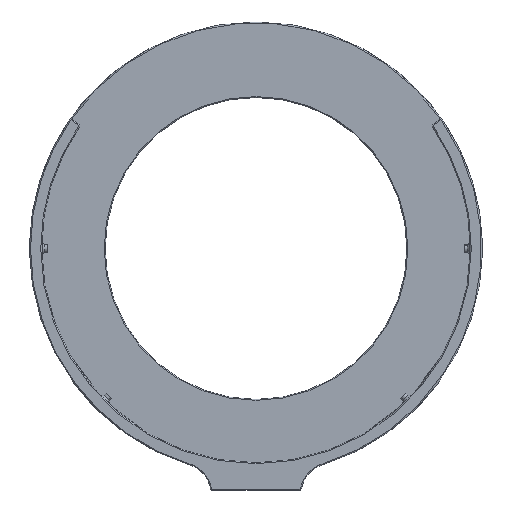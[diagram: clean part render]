
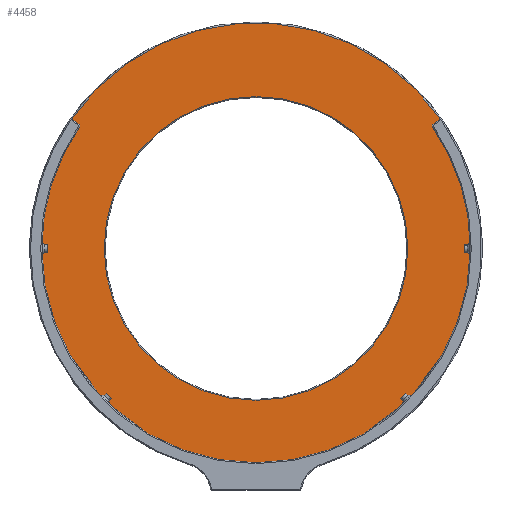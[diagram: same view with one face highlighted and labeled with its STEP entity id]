
A CAD part, top view. The second image highlights one B-rep face of the part: STEP entity #4458.
In plain terms, the highlighted planar face has unit normal (0, 0, 1).
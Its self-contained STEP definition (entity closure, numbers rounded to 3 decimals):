
#70 = VECTOR ( 'NONE', #3356, 1000. ) ;
#176 = CIRCLE ( 'NONE', #6288, 71. ) ;
#321 = DIRECTION ( 'NONE',  ( 0.176, 0.984, 0. ) ) ;
#404 = FACE_OUTER_BOUND ( 'NONE', #4395, .T. ) ;
#409 = DIRECTION ( 'NONE',  ( 0.174, -0.985, 0. ) ) ;
#423 = CARTESIAN_POINT ( 'NONE',  ( 58.056, 46.399, 164.19 ) ) ;
#429 = AXIS2_PLACEMENT_3D ( 'NONE', #4290, #5005, #628 ) ;
#445 = CARTESIAN_POINT ( 'NONE',  ( -0.274, 5.92, 164.19 ) ) ;
#460 = ORIENTED_EDGE ( 'NONE', *, *, #5328, .T. ) ;
#472 = ORIENTED_EDGE ( 'NONE', *, *, #4744, .T. ) ;
#580 = VERTEX_POINT ( 'NONE', #3413 ) ;
#590 = CARTESIAN_POINT ( 'NONE',  ( -61.465, 48.766, 164.19 ) ) ;
#628 = DIRECTION ( 'NONE',  ( 1., 0., 0. ) ) ;
#749 = DIRECTION ( 'NONE',  ( 0., 0., 1. ) ) ;
#806 = CIRCLE ( 'NONE', #3008, 71. ) ;
#915 = VERTEX_POINT ( 'NONE', #2189 ) ;
#1002 = DIRECTION ( 'NONE',  ( 1., 0., 0. ) ) ;
#1122 = VECTOR ( 'NONE', #409, 1000. ) ;
#1203 = LINE ( 'NONE', #3328, #70 ) ;
#1339 = LINE ( 'NONE', #4032, #5750 ) ;
#1352 = CARTESIAN_POINT ( 'NONE',  ( -0.274, 5.92, 164.19 ) ) ;
#1437 = DIRECTION ( 'NONE',  ( 0., 0., 1. ) ) ;
#1544 = ORIENTED_EDGE ( 'NONE', *, *, #2561, .T. ) ;
#1547 = VERTEX_POINT ( 'NONE', #6439 ) ;
#1877 = CARTESIAN_POINT ( 'NONE',  ( 60.917, 48.766, 164.19 ) ) ;
#1893 = CIRCLE ( 'NONE', #6674, 74.7 ) ;
#1900 = LINE ( 'NONE', #423, #6889 ) ;
#1936 = VERTEX_POINT ( 'NONE', #6387 ) ;
#1941 = FACE_BOUND ( 'NONE', #5955, .T. ) ;
#1974 = PLANE ( 'NONE',  #6095 ) ;
#2074 = CARTESIAN_POINT ( 'NONE',  ( 70.726, 5.92, 164.19 ) ) ;
#2189 = CARTESIAN_POINT ( 'NONE',  ( 58.131, 46.815, 164.19 ) ) ;
#2241 = VERTEX_POINT ( 'NONE', #590 ) ;
#2295 = CIRCLE ( 'NONE', #3170, 50.3 ) ;
#2491 = DIRECTION ( 'NONE',  ( 1., 0., 0. ) ) ;
#2518 = EDGE_CURVE ( 'NONE', #3347, #5731, #176, .T. ) ;
#2546 = CIRCLE ( 'NONE', #429, 50.3 ) ;
#2561 = EDGE_CURVE ( 'NONE', #1547, #3000, #2295, .T. ) ;
#2893 = EDGE_CURVE ( 'NONE', #4196, #580, #3047, .T. ) ;
#2915 = DIRECTION ( 'NONE',  ( 1., 0., 0. ) ) ;
#2932 = EDGE_CURVE ( 'NONE', #580, #1936, #806, .T. ) ;
#2984 = ORIENTED_EDGE ( 'NONE', *, *, #2893, .T. ) ;
#3000 = VERTEX_POINT ( 'NONE', #5733 ) ;
#3008 = AXIS2_PLACEMENT_3D ( 'NONE', #6722, #4595, #2915 ) ;
#3047 = LINE ( 'NONE', #5176, #1122 ) ;
#3153 = EDGE_CURVE ( 'NONE', #4196, #2241, #1203, .T. ) ;
#3170 = AXIS2_PLACEMENT_3D ( 'NONE', #445, #5740, #1002 ) ;
#3328 = CARTESIAN_POINT ( 'NONE',  ( -18.5, 18.682, 164.19 ) ) ;
#3347 = VERTEX_POINT ( 'NONE', #2074 ) ;
#3356 = DIRECTION ( 'NONE',  ( -0.819, 0.574, 0. ) ) ;
#3413 = CARTESIAN_POINT ( 'NONE',  ( -58.606, 46.397, 164.19 ) ) ;
#3470 = CARTESIAN_POINT ( 'NONE',  ( -0.274, 5.92, 164.19 ) ) ;
#3502 = CARTESIAN_POINT ( 'NONE',  ( -0.274, 5.92, 164.19 ) ) ;
#3555 = CARTESIAN_POINT ( 'NONE',  ( -0.274, 5.92, 164.19 ) ) ;
#3670 = ORIENTED_EDGE ( 'NONE', *, *, #5191, .T. ) ;
#3708 = EDGE_CURVE ( 'NONE', #1936, #3347, #4318, .T. ) ;
#3778 = ORIENTED_EDGE ( 'NONE', *, *, #3708, .T. ) ;
#4032 = CARTESIAN_POINT ( 'NONE',  ( 17.952, 18.682, 164.19 ) ) ;
#4075 = DIRECTION ( 'NONE',  ( 0., 0., 1. ) ) ;
#4196 = VERTEX_POINT ( 'NONE', #5870 ) ;
#4290 = CARTESIAN_POINT ( 'NONE',  ( -0.274, 5.92, 164.19 ) ) ;
#4318 = CIRCLE ( 'NONE', #5084, 71. ) ;
#4395 = EDGE_LOOP ( 'NONE', ( #4827, #460, #6707, #2984, #6679, #3778, #5219, #472 ) ) ;
#4458 = ADVANCED_FACE ( 'NONE', ( #1941, #404 ), #1974, .T. ) ;
#4595 = DIRECTION ( 'NONE',  ( 0., 0., 1. ) ) ;
#4744 = EDGE_CURVE ( 'NONE', #5731, #915, #1900, .T. ) ;
#4827 = ORIENTED_EDGE ( 'NONE', *, *, #5398, .F. ) ;
#5005 = DIRECTION ( 'NONE',  ( 0., 0., -1. ) ) ;
#5084 = AXIS2_PLACEMENT_3D ( 'NONE', #3555, #749, #6799 ) ;
#5176 = CARTESIAN_POINT ( 'NONE',  ( -58.606, 46.397, 164.19 ) ) ;
#5191 = EDGE_CURVE ( 'NONE', #3000, #1547, #2546, .T. ) ;
#5219 = ORIENTED_EDGE ( 'NONE', *, *, #2518, .T. ) ;
#5328 = EDGE_CURVE ( 'NONE', #6320, #2241, #1893, .T. ) ;
#5398 = EDGE_CURVE ( 'NONE', #6320, #915, #1339, .T. ) ;
#5551 = CARTESIAN_POINT ( 'NONE',  ( 58.056, 46.399, 164.19 ) ) ;
#5592 = DIRECTION ( 'NONE',  ( 1., 0., 0. ) ) ;
#5642 = DIRECTION ( 'NONE',  ( 0., 0., 1. ) ) ;
#5684 = DIRECTION ( 'NONE',  ( -0.819, -0.574, 0. ) ) ;
#5731 = VERTEX_POINT ( 'NONE', #5551 ) ;
#5733 = CARTESIAN_POINT ( 'NONE',  ( -50.574, 5.92, 164.19 ) ) ;
#5740 = DIRECTION ( 'NONE',  ( 0., 0., -1. ) ) ;
#5750 = VECTOR ( 'NONE', #5684, 1000. ) ;
#5870 = CARTESIAN_POINT ( 'NONE',  ( -58.68, 46.816, 164.19 ) ) ;
#5955 = EDGE_LOOP ( 'NONE', ( #1544, #3670 ) ) ;
#6095 = AXIS2_PLACEMENT_3D ( 'NONE', #3470, #4075, #5592 ) ;
#6230 = DIRECTION ( 'NONE',  ( 1., 0., 0. ) ) ;
#6288 = AXIS2_PLACEMENT_3D ( 'NONE', #1352, #5642, #6230 ) ;
#6320 = VERTEX_POINT ( 'NONE', #1877 ) ;
#6387 = CARTESIAN_POINT ( 'NONE',  ( -71.274, 5.92, 164.19 ) ) ;
#6439 = CARTESIAN_POINT ( 'NONE',  ( 50.026, 5.92, 164.19 ) ) ;
#6674 = AXIS2_PLACEMENT_3D ( 'NONE', #3502, #1437, #2491 ) ;
#6679 = ORIENTED_EDGE ( 'NONE', *, *, #2932, .T. ) ;
#6707 = ORIENTED_EDGE ( 'NONE', *, *, #3153, .F. ) ;
#6722 = CARTESIAN_POINT ( 'NONE',  ( -0.274, 5.92, 164.19 ) ) ;
#6799 = DIRECTION ( 'NONE',  ( 1., 0., 0. ) ) ;
#6889 = VECTOR ( 'NONE', #321, 1000. ) ;
